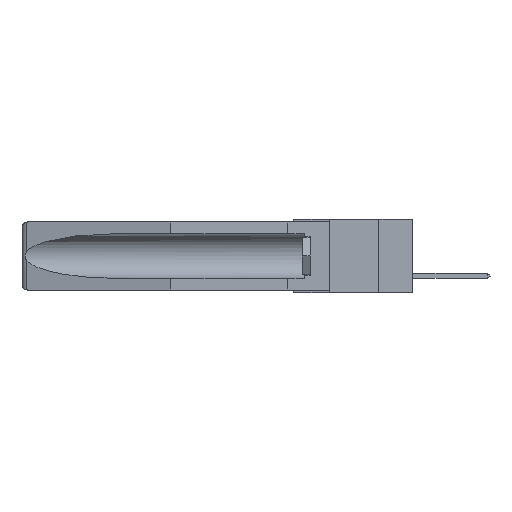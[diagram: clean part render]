
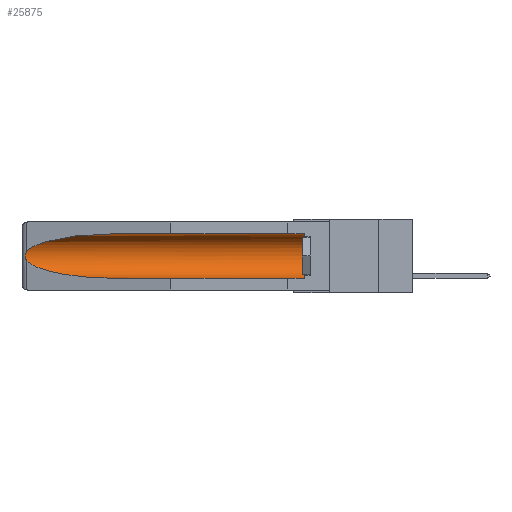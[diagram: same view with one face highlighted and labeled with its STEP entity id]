
A CAD part, left-side view. The second image highlights one B-rep face of the part: STEP entity #25875.
In plain terms, the highlighted cylindrical face has radius 2.857 mm (diameter 5.715 mm), a partial arc.
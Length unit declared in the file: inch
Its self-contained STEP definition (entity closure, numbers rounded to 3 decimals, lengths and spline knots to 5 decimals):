
#499 = CARTESIAN_POINT ( 'NONE',  ( 0.21114, 1.30732, -0.059 ) ) ;
#810 = CARTESIAN_POINT ( 'NONE',  ( 0.26537, 1.52718, -0.14972 ) ) ;
#1310 = ORIENTED_EDGE ( 'NONE', *, *, #5246, .T. ) ;
#1856 = VECTOR ( 'NONE', #6852, 39.37008 ) ;
#2340 = ORIENTED_EDGE ( 'NONE', *, *, #19531, .T. ) ;
#2588 = CARTESIAN_POINT ( 'NONE',  ( 0.2673, 1.5327, -0.16383 ) ) ;
#2797 = CARTESIAN_POINT ( 'NONE',  ( 0.26537, 1.52718, -0.14972 ) ) ;
#3071 = CARTESIAN_POINT ( 'NONE',  ( 0.2675, 1.53308, -0.16763 ) ) ;
#3305 = AXIS2_PLACEMENT_3D ( 'NONE', #5902, #8159, #5610 ) ;
#4155 = CARTESIAN_POINT ( 'NONE',  ( 0.155, 0.126, -0.284 ) ) ;
#5246 = EDGE_CURVE ( 'NONE', #5505, #29355, #20908, .T. ) ;
#5505 = VERTEX_POINT ( 'NONE', #28657 ) ;
#5610 = DIRECTION ( 'NONE',  ( 0., 0., 1. ) ) ;
#5902 = CARTESIAN_POINT ( 'NONE',  ( 0.155, -0.30754, -0.1715 ) ) ;
#6624 = CARTESIAN_POINT ( 'NONE',  ( 0.155, 1.07973, -0.284 ) ) ;
#6647 = DIRECTION ( 'NONE',  ( 0., -1., 0. ) ) ;
#6676 = CARTESIAN_POINT ( 'NONE',  ( 0.26537, 1.52718, -0.14972 ) ) ;
#6852 = DIRECTION ( 'NONE',  ( 0., 1., 0. ) ) ;
#8159 = DIRECTION ( 'NONE',  ( 0., 1., 0. ) ) ;
#8815 = FACE_OUTER_BOUND ( 'NONE', #18365, .T. ) ;
#8911 = DIRECTION ( 'NONE',  ( 0., 0., 1. ) ) ;
#8938 = CARTESIAN_POINT ( 'NONE',  ( 0.26597, 1.52961, -0.15275 ) ) ;
#9224 = CARTESIAN_POINT ( 'NONE',  ( 0.21114, 1.30732, -0.284 ) ) ;
#9537 = CARTESIAN_POINT ( 'NONE',  ( 0.155, 1.07973, -0.059 ) ) ;
#9919 = VERTEX_POINT ( 'NONE', #28283 ) ;
#11077 = ORIENTED_EDGE ( 'NONE', *, *, #24751, .T. ) ;
#11701 = CARTESIAN_POINT ( 'NONE',  ( 0.25451, 1.48313, -0.09465 ) ) ;
#11739 = ORIENTED_EDGE ( 'NONE', *, *, #19569, .T. ) ;
#11752 = EDGE_CURVE ( 'NONE', #9919, #24781, #18700, .T. ) ;
#12259 = CARTESIAN_POINT ( 'NONE',  ( 0.2675, 1.53308, -0.17534 ) ) ;
#13834 = VERTEX_POINT ( 'NONE', #4155 ) ;
#14257 = CIRCLE ( 'NONE', #26304, 0.1125 ) ;
#14665 = CARTESIAN_POINT ( 'NONE',  ( 0.26655, 1.53094, -0.18657 ) ) ;
#16162 = CARTESIAN_POINT ( 'NONE',  ( 0.26654, 1.53092, -0.15636 ) ) ;
#16784 = CARTESIAN_POINT ( 'NONE',  ( 0.26537, 1.52718, -0.19328 ) ) ;
#18365 = EDGE_LOOP ( 'NONE', ( #1310, #11077, #18705, #20286, #2340, #11739 ) ) ;
#18371 = B_SPLINE_CURVE_WITH_KNOTS ( 'NONE', 3,
 ( #6676, #8938, #16162, #2588, #3071, #12259, #28372, #14665, #26913, #22417 ),
 .UNSPECIFIED., .F., .F.,
 ( 4, 2, 2, 2, 4 ),
 ( 0., 0.00029, 0.00058, 0.00087, 0.00117 ),
 .UNSPECIFIED. ) ;
#18700 =( BOUNDED_CURVE ( )  B_SPLINE_CURVE ( 3, ( #16784, #25376, #9224, #23171 ),
 .UNSPECIFIED., .F., .F. ) 
 B_SPLINE_CURVE_WITH_KNOTS ( ( 4, 4 ),
 ( 0.1948, 1.5708 ),
 .UNSPECIFIED. ) 
 CURVE ( )  GEOMETRIC_REPRESENTATION_ITEM ( )  RATIONAL_B_SPLINE_CURVE ( ( 1., 0.848, 0.848, 1. ) ) 
 REPRESENTATION_ITEM ( '' )  );
#18705 = ORIENTED_EDGE ( 'NONE', *, *, #11752, .T. ) ;
#19531 = EDGE_CURVE ( 'NONE', #13834, #20287, #14257, .T. ) ;
#19569 = EDGE_CURVE ( 'NONE', #20287, #5505, #26062, .T. ) ;
#20286 = ORIENTED_EDGE ( 'NONE', *, *, #28436, .F. ) ;
#20287 = VERTEX_POINT ( 'NONE', #26122 ) ;
#20908 =( BOUNDED_CURVE ( )  B_SPLINE_CURVE ( 3, ( #9537, #499, #11701, #2797 ),
 .UNSPECIFIED., .F., .F. ) 
 B_SPLINE_CURVE_WITH_KNOTS ( ( 4, 4 ),
 ( 4.71239, 6.08839 ),
 .UNSPECIFIED. ) 
 CURVE ( )  GEOMETRIC_REPRESENTATION_ITEM ( )  RATIONAL_B_SPLINE_CURVE ( ( 1., 0.848, 0.848, 1. ) ) 
 REPRESENTATION_ITEM ( '' )  );
#22056 = DIRECTION ( 'NONE',  ( 0., 1., 0. ) ) ;
#22417 = CARTESIAN_POINT ( 'NONE',  ( 0.26537, 1.52718, -0.19328 ) ) ;
#22737 = CARTESIAN_POINT ( 'NONE',  ( 0.155, 0.126, -0.1715 ) ) ;
#23171 = CARTESIAN_POINT ( 'NONE',  ( 0.155, 1.07973, -0.284 ) ) ;
#24751 = EDGE_CURVE ( 'NONE', #29355, #9919, #18371, .T. ) ;
#24781 = VERTEX_POINT ( 'NONE', #6624 ) ;
#25376 = CARTESIAN_POINT ( 'NONE',  ( 0.25451, 1.48313, -0.24835 ) ) ;
#25875 = ADVANCED_FACE ( 'NONE', ( #8815 ), #26275, .F. ) ;
#26062 = LINE ( 'NONE', #29436, #1856 ) ;
#26122 = CARTESIAN_POINT ( 'NONE',  ( 0.155, 0.126, -0.059 ) ) ;
#26275 = CYLINDRICAL_SURFACE ( 'NONE', #3305, 0.1125 ) ;
#26304 = AXIS2_PLACEMENT_3D ( 'NONE', #22737, #6647, #8911 ) ;
#26550 = CARTESIAN_POINT ( 'NONE',  ( 0.155, -0.30754, -0.284 ) ) ;
#26913 = CARTESIAN_POINT ( 'NONE',  ( 0.26597, 1.5296, -0.19026 ) ) ;
#27275 = VECTOR ( 'NONE', #22056, 39.37008 ) ;
#28283 = CARTESIAN_POINT ( 'NONE',  ( 0.26537, 1.52718, -0.19328 ) ) ;
#28372 = CARTESIAN_POINT ( 'NONE',  ( 0.2673, 1.53269, -0.17917 ) ) ;
#28436 = EDGE_CURVE ( 'NONE', #13834, #24781, #29047, .T. ) ;
#28657 = CARTESIAN_POINT ( 'NONE',  ( 0.155, 1.07973, -0.059 ) ) ;
#29047 = LINE ( 'NONE', #26550, #27275 ) ;
#29355 = VERTEX_POINT ( 'NONE', #810 ) ;
#29436 = CARTESIAN_POINT ( 'NONE',  ( 0.155, -0.30754, -0.059 ) ) ;
